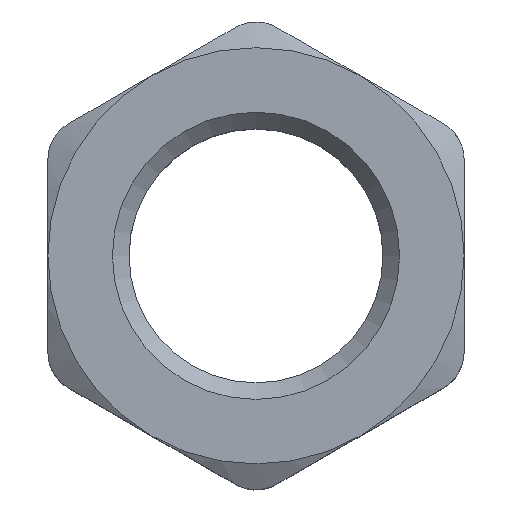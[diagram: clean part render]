
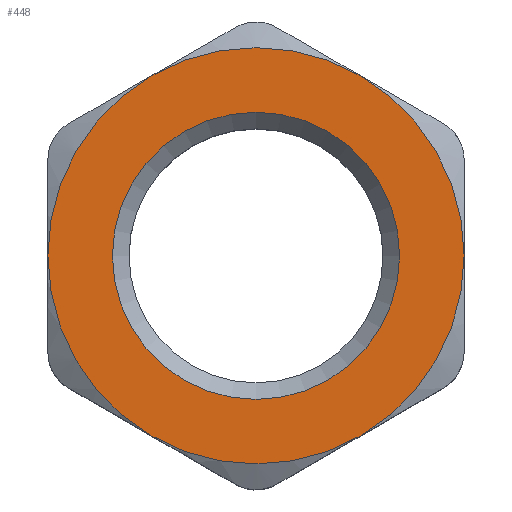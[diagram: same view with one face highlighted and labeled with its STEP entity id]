
A CAD part, top view. The second image highlights one B-rep face of the part: STEP entity #448.
In plain terms, the highlighted planar face has unit normal (0, 0, 1).
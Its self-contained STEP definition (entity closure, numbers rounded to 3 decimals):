
#16=FACE_BOUND('',#129,.T.);
#21=PLANE('',#505);
#25=CIRCLE('',#474,5.);
#26=CIRCLE('',#478,5.);
#27=CIRCLE('',#481,5.);
#28=CIRCLE('',#485,5.);
#38=CIRCLE('',#504,3.45);
#39=CIRCLE('',#506,5.);
#40=CIRCLE('',#507,5.);
#98=FACE_OUTER_BOUND('',#128,.T.);
#128=EDGE_LOOP('',(#373,#374,#375,#376,#377,#378));
#129=EDGE_LOOP('',(#379));
#185=VERTEX_POINT('',#653);
#186=VERTEX_POINT('',#657);
#192=VERTEX_POINT('',#701);
#197=VERTEX_POINT('',#734);
#203=VERTEX_POINT('',#781);
#210=VERTEX_POINT('',#824);
#220=VERTEX_POINT('',#884);
#226=EDGE_CURVE('',#186,#185,#25,.T.);
#236=EDGE_CURVE('',#185,#192,#26,.T.);
#242=EDGE_CURVE('',#192,#197,#27,.T.);
#252=EDGE_CURVE('',#197,#203,#28,.T.);
#279=EDGE_CURVE('',#220,#220,#38,.T.);
#280=EDGE_CURVE('',#210,#186,#39,.T.);
#281=EDGE_CURVE('',#203,#210,#40,.T.);
#373=ORIENTED_EDGE('',*,*,#280,.T.);
#374=ORIENTED_EDGE('',*,*,#226,.T.);
#375=ORIENTED_EDGE('',*,*,#236,.T.);
#376=ORIENTED_EDGE('',*,*,#242,.T.);
#377=ORIENTED_EDGE('',*,*,#252,.T.);
#378=ORIENTED_EDGE('',*,*,#281,.T.);
#379=ORIENTED_EDGE('',*,*,#279,.F.);
#448=ADVANCED_FACE('',(#98,#16),#21,.T.);
#474=AXIS2_PLACEMENT_3D('',#658,#525,#526);
#478=AXIS2_PLACEMENT_3D('',#705,#535,#536);
#481=AXIS2_PLACEMENT_3D('',#738,#543,#544);
#485=AXIS2_PLACEMENT_3D('',#785,#553,#554);
#504=AXIS2_PLACEMENT_3D('',#886,#598,#599);
#505=AXIS2_PLACEMENT_3D('',#887,#600,#601);
#506=AXIS2_PLACEMENT_3D('',#888,#602,#603);
#507=AXIS2_PLACEMENT_3D('',#889,#604,#605);
#525=DIRECTION('center_axis',(0.,0.,
1.));
#526=DIRECTION('ref_axis',(1.,0.,0.));
#535=DIRECTION('center_axis',(0.,0.,
1.));
#536=DIRECTION('ref_axis',(1.,0.,0.));
#543=DIRECTION('center_axis',(0.,0.,
1.));
#544=DIRECTION('ref_axis',(1.,0.,0.));
#553=DIRECTION('center_axis',(0.,0.,
1.));
#554=DIRECTION('ref_axis',(1.,0.,0.));
#598=DIRECTION('center_axis',(0.,0.,
1.));
#599=DIRECTION('ref_axis',(1.,0.,0.));
#600=DIRECTION('center_axis',(0.,0.,
1.));
#601=DIRECTION('ref_axis',(1.,0.,0.));
#602=DIRECTION('center_axis',(0.,0.,
1.));
#603=DIRECTION('ref_axis',(1.,0.,0.));
#604=DIRECTION('center_axis',(0.,0.,
1.));
#605=DIRECTION('ref_axis',(1.,0.,0.));
#653=CARTESIAN_POINT('',(-29.644,13.671,5.));
#657=CARTESIAN_POINT('',(-32.144,9.341,5.));
#658=CARTESIAN_POINT('Origin',(-34.644,13.671,5.));
#701=CARTESIAN_POINT('',(-32.143,18.001,5.));
#705=CARTESIAN_POINT('Origin',(-34.644,13.671,5.));
#734=CARTESIAN_POINT('',(-37.143,18.001,5.));
#738=CARTESIAN_POINT('Origin',(-34.644,13.671,5.));
#781=CARTESIAN_POINT('',(-39.644,13.671,5.));
#785=CARTESIAN_POINT('Origin',(-34.644,13.671,5.));
#824=CARTESIAN_POINT('',(-37.144,9.341,5.));
#884=CARTESIAN_POINT('',(-38.094,13.671,5.));
#886=CARTESIAN_POINT('Origin',(-34.644,13.671,5.));
#887=CARTESIAN_POINT('Origin',(-39.643,16.558,5.));
#888=CARTESIAN_POINT('Origin',(-34.644,13.671,5.));
#889=CARTESIAN_POINT('Origin',(-34.644,13.671,5.));
